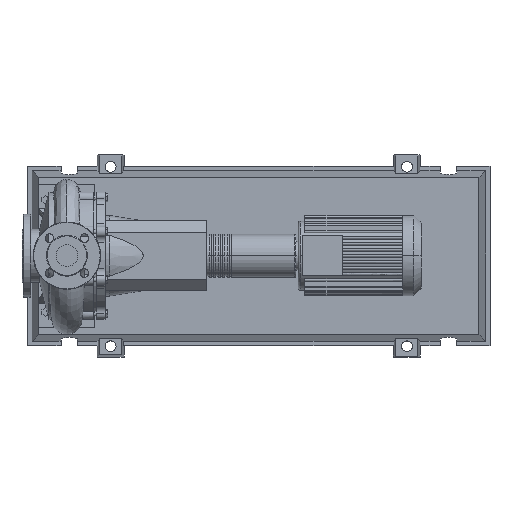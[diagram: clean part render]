
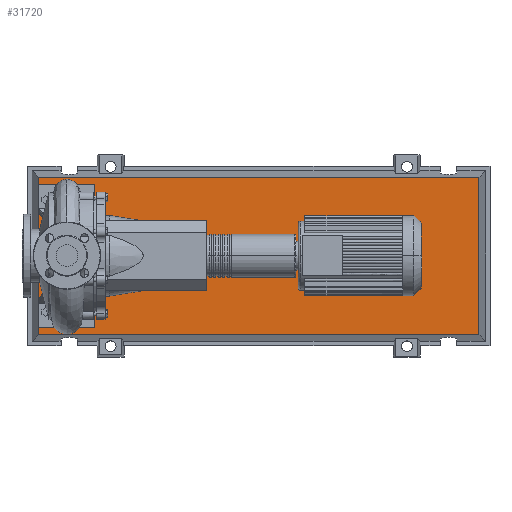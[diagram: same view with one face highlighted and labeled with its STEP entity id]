
A CAD part, top view. The second image highlights one B-rep face of the part: STEP entity #31720.
In plain terms, the highlighted planar face has unit normal (0, 0, 1).
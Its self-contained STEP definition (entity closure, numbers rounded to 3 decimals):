
#31401=CARTESIAN_POINT('',(917.971,-175.471,103.0));
#31402=VERTEX_POINT('',#31401);
#31409=CARTESIAN_POINT('',(-62.971,-175.471,103.0));
#31410=VERTEX_POINT('',#31409);
#31411=CARTESIAN_POINT('',(917.971,-175.471,103.0));
#31412=DIRECTION('',(-1.0,0.0,0.0));
#31413=VECTOR('',#31412,980.941);
#31414=LINE('',#31411,#31413);
#31415=EDGE_CURVE('',#31402,#31410,#31414,.T.);
#31633=CARTESIAN_POINT('',(917.971,175.471,103.0));
#31634=VERTEX_POINT('',#31633);
#31635=CARTESIAN_POINT('',(917.971,175.471,103.0));
#31636=DIRECTION('',(0.0,-1.0,0.0));
#31637=VECTOR('',#31636,350.941);
#31638=LINE('',#31635,#31637);
#31639=EDGE_CURVE('',#31634,#31402,#31638,.T.);
#31657=CARTESIAN_POINT('',(-62.971,175.471,103.0));
#31658=VERTEX_POINT('',#31657);
#31659=CARTESIAN_POINT('',(-62.971,-175.471,103.0));
#31660=DIRECTION('',(0.0,1.0,0.0));
#31661=VECTOR('',#31660,350.941);
#31662=LINE('',#31659,#31661);
#31663=EDGE_CURVE('',#31410,#31658,#31662,.T.);
#31696=CARTESIAN_POINT('',(-62.971,175.471,103.0));
#31697=DIRECTION('',(1.0,0.0,0.0));
#31698=VECTOR('',#31697,980.941);
#31699=LINE('',#31696,#31698);
#31700=EDGE_CURVE('',#31658,#31634,#31699,.T.);
#31709=CARTESIAN_POINT('',(427.5,0.,103.0));
#31710=DIRECTION('',(0.0,0.0,1.0));
#31711=DIRECTION('',(1.0,0.0,0.0));
#31712=AXIS2_PLACEMENT_3D('',#31709,#31710,#31711);
#31713=PLANE('',#31712);
#31714=ORIENTED_EDGE('',*,*,#31639,.F.);
#31715=ORIENTED_EDGE('',*,*,#31700,.F.);
#31716=ORIENTED_EDGE('',*,*,#31663,.F.);
#31717=ORIENTED_EDGE('',*,*,#31415,.F.);
#31718=EDGE_LOOP('',(#31714,#31715,#31716,#31717));
#31719=FACE_OUTER_BOUND('',#31718,.T.);
#31720=ADVANCED_FACE('',(#31719),#31713,.T.);
